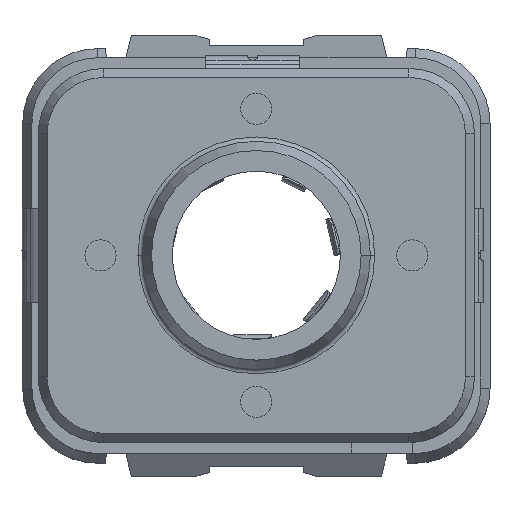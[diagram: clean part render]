
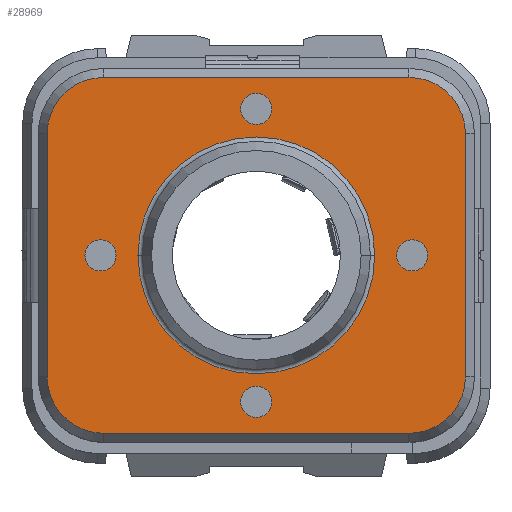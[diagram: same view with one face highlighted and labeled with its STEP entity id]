
A CAD part, top view. The second image highlights one B-rep face of the part: STEP entity #28969.
In plain terms, the highlighted face is planar.
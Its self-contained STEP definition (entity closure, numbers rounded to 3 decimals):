
#25945=CARTESIAN_POINT('',(0.,15.985,0.));
#25946=DIRECTION('',(0.,1.,0.));
#25947=DIRECTION('',(1.,0.,0.));
#25948=AXIS2_PLACEMENT_3D('',#25945,#25946,#25947);
#25950=CARTESIAN_POINT('',(0.,15.985,0.));
#25951=DIRECTION('',(0.,1.,0.));
#25952=DIRECTION('',(-1.,0.,0.));
#25953=AXIS2_PLACEMENT_3D('',#25950,#25951,#25952);
#25955=CARTESIAN_POINT('',(0.,15.985,-4.7));
#25956=DIRECTION('',(0.,1.,0.));
#25957=DIRECTION('',(1.,0.,0.));
#25958=AXIS2_PLACEMENT_3D('',#25955,#25956,#25957);
#25960=CARTESIAN_POINT('',(0.,15.985,-4.7));
#25961=DIRECTION('',(0.,1.,0.));
#25962=DIRECTION('',(-1.,0.,0.));
#25963=AXIS2_PLACEMENT_3D('',#25960,#25961,#25962);
#25965=CARTESIAN_POINT('',(-5.,15.985,0.));
#25966=DIRECTION('',(0.,1.,0.));
#25967=DIRECTION('',(1.,0.,0.));
#25968=AXIS2_PLACEMENT_3D('',#25965,#25966,#25967);
#25970=CARTESIAN_POINT('',(-5.,15.985,0.));
#25971=DIRECTION('',(0.,1.,0.));
#25972=DIRECTION('',(-1.,0.,0.));
#25973=AXIS2_PLACEMENT_3D('',#25970,#25971,#25972);
#25975=CARTESIAN_POINT('',(5.,15.985,0.));
#25976=DIRECTION('',(0.,1.,0.));
#25977=DIRECTION('',(1.,0.,0.));
#25978=AXIS2_PLACEMENT_3D('',#25975,#25976,#25977);
#25980=CARTESIAN_POINT('',(5.,15.985,0.));
#25981=DIRECTION('',(0.,1.,0.));
#25982=DIRECTION('',(-1.,0.,0.));
#25983=AXIS2_PLACEMENT_3D('',#25980,#25981,#25982);
#25985=CARTESIAN_POINT('',(0.,15.985,4.7));
#25986=DIRECTION('',(0.,1.,0.));
#25987=DIRECTION('',(1.,0.,0.));
#25988=AXIS2_PLACEMENT_3D('',#25985,#25986,#25987);
#25990=CARTESIAN_POINT('',(0.,15.985,4.7));
#25991=DIRECTION('',(0.,1.,0.));
#25992=DIRECTION('',(-1.,0.,0.));
#25993=AXIS2_PLACEMENT_3D('',#25990,#25991,#25992);
#25995=CARTESIAN_POINT('',(4.9,15.985,-3.9));
#25996=DIRECTION('',(0.,1.,0.));
#25997=DIRECTION('',(1.,0.,0.));
#25998=AXIS2_PLACEMENT_3D('',#25995,#25996,#25997);
#26000=DIRECTION('',(0.,0.,-1.));
#26001=VECTOR('',#26000,7.8);
#26002=CARTESIAN_POINT('',(6.711,15.985,3.9));
#26003=LINE('',#26002,#26001);
#26004=CARTESIAN_POINT('',(4.9,15.985,3.9));
#26005=DIRECTION('',(0.,1.,0.));
#26006=DIRECTION('',(0.,0.,1.));
#26007=AXIS2_PLACEMENT_3D('',#26004,#26005,#26006);
#26009=DIRECTION('',(1.,0.,0.));
#26010=VECTOR('',#26009,9.8);
#26011=CARTESIAN_POINT('',(-4.9,15.985,
5.711));
#26012=LINE('',#26011,#26010);
#26013=CARTESIAN_POINT('',(-4.9,15.985,3.9));
#26014=DIRECTION('',(0.,1.,0.));
#26015=DIRECTION('',(-1.,0.,0.));
#26016=AXIS2_PLACEMENT_3D('',#26013,#26014,#26015);
#26018=DIRECTION('',(0.,0.,1.));
#26019=VECTOR('',#26018,7.8);
#26020=CARTESIAN_POINT('',(-6.711,15.985,
-3.9));
#26021=LINE('',#26020,#26019);
#26022=CARTESIAN_POINT('',(-4.9,15.985,-3.9));
#26023=DIRECTION('',(0.,1.,0.));
#26024=DIRECTION('',(0.,0.,-1.));
#26025=AXIS2_PLACEMENT_3D('',#26022,#26023,#26024);
#26027=DIRECTION('',(-1.,0.,0.));
#26028=VECTOR('',#26027,9.8);
#26029=CARTESIAN_POINT('',(4.9,15.985,
-5.711));
#26030=LINE('',#26029,#26028);
#27463=CARTESIAN_POINT('',(3.8,15.985,0.));
#27464=CARTESIAN_POINT('',(-3.8,15.985,0.));
#27465=VERTEX_POINT('',#27463);
#27466=VERTEX_POINT('',#27464);
#27716=CARTESIAN_POINT('',(0.5,15.985,-4.7));
#27717=CARTESIAN_POINT('',(-0.5,15.985,-4.7));
#27718=VERTEX_POINT('',#27716);
#27719=VERTEX_POINT('',#27717);
#27720=CARTESIAN_POINT('',(-4.5,15.985,0.));
#27721=CARTESIAN_POINT('',(-5.5,15.985,0.));
#27722=VERTEX_POINT('',#27720);
#27723=VERTEX_POINT('',#27721);
#27724=CARTESIAN_POINT('',(5.5,15.985,0.));
#27725=CARTESIAN_POINT('',(4.5,15.985,0.));
#27726=VERTEX_POINT('',#27724);
#27727=VERTEX_POINT('',#27725);
#27728=CARTESIAN_POINT('',(0.5,15.985,4.7));
#27729=CARTESIAN_POINT('',(-0.5,15.985,4.7));
#27730=VERTEX_POINT('',#27728);
#27731=VERTEX_POINT('',#27729);
#27954=CARTESIAN_POINT('',(6.711,15.985,-3.9));
#27955=CARTESIAN_POINT('',(4.9,15.985,-5.711));
#27956=VERTEX_POINT('',#27954);
#27957=VERTEX_POINT('',#27955);
#27962=CARTESIAN_POINT('',(-4.9,15.985,
-5.711));
#27963=VERTEX_POINT('',#27962);
#27966=CARTESIAN_POINT('',(-6.711,15.985,-3.9));
#27967=VERTEX_POINT('',#27966);
#27970=CARTESIAN_POINT('',(-6.711,15.985,
3.9));
#27971=VERTEX_POINT('',#27970);
#27974=CARTESIAN_POINT('',(-4.9,15.985,5.711));
#27975=VERTEX_POINT('',#27974);
#27978=CARTESIAN_POINT('',(4.9,15.985,5.711));
#27979=VERTEX_POINT('',#27978);
#27982=CARTESIAN_POINT('',(6.711,15.985,3.9));
#27983=VERTEX_POINT('',#27982);
#28918=CARTESIAN_POINT('',(0.,15.985,0.));
#28919=DIRECTION('',(0.,1.,0.));
#28920=DIRECTION('',(1.,0.,0.));
#28921=AXIS2_PLACEMENT_3D('',#28918,#28919,#28920);
#28922=PLANE('',#28921);
#28924=ORIENTED_EDGE('',*,*,#28923,.F.);
#28926=ORIENTED_EDGE('',*,*,#28925,.F.);
#28928=ORIENTED_EDGE('',*,*,#28927,.F.);
#28930=ORIENTED_EDGE('',*,*,#28929,.F.);
#28932=ORIENTED_EDGE('',*,*,#28931,.F.);
#28934=ORIENTED_EDGE('',*,*,#28933,.F.);
#28936=ORIENTED_EDGE('',*,*,#28935,.F.);
#28938=ORIENTED_EDGE('',*,*,#28937,.F.);
#28939=EDGE_LOOP('',(#28924,#28926,#28928,#28930,#28932,#28934,#28936,#28938));
#28940=FACE_OUTER_BOUND('',#28939,.F.);
#28941=ORIENTED_EDGE('',*,*,#28898,.T.);
#28942=ORIENTED_EDGE('',*,*,#28912,.T.);
#28943=EDGE_LOOP('',(#28941,#28942));
#28944=FACE_BOUND('',#28943,.F.);
#28946=ORIENTED_EDGE('',*,*,#28945,.T.);
#28948=ORIENTED_EDGE('',*,*,#28947,.T.);
#28949=EDGE_LOOP('',(#28946,#28948));
#28950=FACE_BOUND('',#28949,.F.);
#28952=ORIENTED_EDGE('',*,*,#28951,.T.);
#28954=ORIENTED_EDGE('',*,*,#28953,.T.);
#28955=EDGE_LOOP('',(#28952,#28954));
#28956=FACE_BOUND('',#28955,.F.);
#28958=ORIENTED_EDGE('',*,*,#28957,.T.);
#28960=ORIENTED_EDGE('',*,*,#28959,.T.);
#28961=EDGE_LOOP('',(#28958,#28960));
#28962=FACE_BOUND('',#28961,.F.);
#28964=ORIENTED_EDGE('',*,*,#28963,.T.);
#28966=ORIENTED_EDGE('',*,*,#28965,.T.);
#28967=EDGE_LOOP('',(#28964,#28966));
#28968=FACE_BOUND('',#28967,.F.);
#28969=ADVANCED_FACE('',(#28940,#28944,#28950,#28956,#28962,#28968),#28922,.T.);
#25949=CIRCLE('',#25948,3.8);
#25954=CIRCLE('',#25953,3.8);
#25959=CIRCLE('',#25958,0.5);
#25964=CIRCLE('',#25963,0.5);
#25969=CIRCLE('',#25968,0.5);
#25974=CIRCLE('',#25973,0.5);
#25979=CIRCLE('',#25978,0.5);
#25984=CIRCLE('',#25983,0.5);
#25989=CIRCLE('',#25988,0.5);
#25994=CIRCLE('',#25993,0.5);
#25999=CIRCLE('',#25998,1.811);
#26008=CIRCLE('',#26007,1.811);
#26017=CIRCLE('',#26016,1.811);
#26026=CIRCLE('',#26025,1.811);
#28898=EDGE_CURVE('',#27718,#27719,#25959,.T.);
#28912=EDGE_CURVE('',#27719,#27718,#25964,.T.);
#28923=EDGE_CURVE('',#27956,#27957,#25999,.T.);
#28925=EDGE_CURVE('',#27983,#27956,#26003,.T.);
#28927=EDGE_CURVE('',#27979,#27983,#26008,.T.);
#28929=EDGE_CURVE('',#27975,#27979,#26012,.T.);
#28931=EDGE_CURVE('',#27971,#27975,#26017,.T.);
#28933=EDGE_CURVE('',#27967,#27971,#26021,.T.);
#28935=EDGE_CURVE('',#27963,#27967,#26026,.T.);
#28937=EDGE_CURVE('',#27957,#27963,#26030,.T.);
#28945=EDGE_CURVE('',#27722,#27723,#25969,.T.);
#28947=EDGE_CURVE('',#27723,#27722,#25974,.T.);
#28951=EDGE_CURVE('',#27726,#27727,#25979,.T.);
#28953=EDGE_CURVE('',#27727,#27726,#25984,.T.);
#28957=EDGE_CURVE('',#27730,#27731,#25989,.T.);
#28959=EDGE_CURVE('',#27731,#27730,#25994,.T.);
#28963=EDGE_CURVE('',#27465,#27466,#25949,.T.);
#28965=EDGE_CURVE('',#27466,#27465,#25954,.T.);
